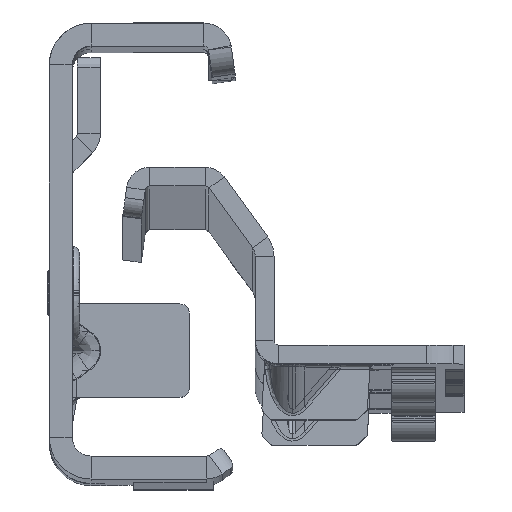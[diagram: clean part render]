
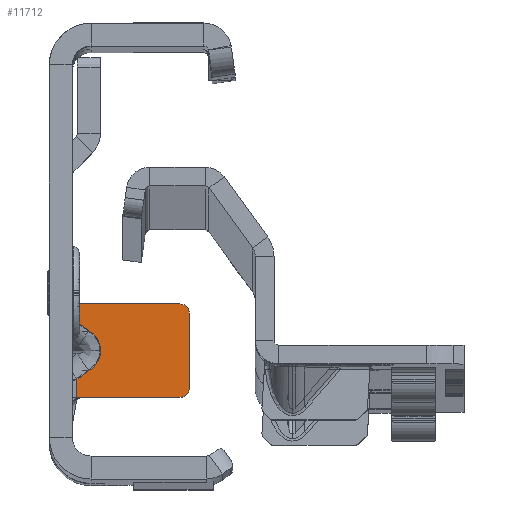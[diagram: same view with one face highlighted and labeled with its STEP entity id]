
A CAD part, top view. The second image highlights one B-rep face of the part: STEP entity #11712.
In plain terms, the highlighted planar face has unit normal (0, 0, 1).
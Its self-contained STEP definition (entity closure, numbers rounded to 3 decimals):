
#39 = VERTEX_POINT ( 'NONE', #11896 ) ;
#153 = CARTESIAN_POINT ( 'NONE',  ( 12.5, -5.55, -391.5 ) ) ;
#364 = FACE_OUTER_BOUND ( 'NONE', #11219, .T. ) ;
#974 = CARTESIAN_POINT ( 'NONE',  ( 0.5, -4.55, -391.5 ) ) ;
#1185 = CARTESIAN_POINT ( 'NONE',  ( 11.5, -4.55, -391.5 ) ) ;
#1245 = LINE ( 'NONE', #1603, #14752 ) ;
#1578 = EDGE_CURVE ( 'NONE', #6098, #30894, #17592, .T. ) ;
#1591 = VERTEX_POINT ( 'NONE', #30585 ) ;
#1603 = CARTESIAN_POINT ( 'NONE',  ( 0.5, 22.3, -391.5 ) ) ;
#1987 = CARTESIAN_POINT ( 'NONE',  ( 1.778, -11.707, -391.5 ) ) ;
#2230 = CARTESIAN_POINT ( 'NONE',  ( 0.71, -4.55, -391.5 ) ) ;
#2343 = EDGE_CURVE ( 'NONE', #21350, #25969, #12796, .T. ) ;
#2385 = EDGE_CURVE ( 'NONE', #30894, #28734, #15937, .T. ) ;
#2467 = AXIS2_PLACEMENT_3D ( 'NONE', #8839, #32496, #22179 ) ;
#2755 = DIRECTION ( 'NONE',  ( 0., 1., 0. ) ) ;
#2816 = ORIENTED_EDGE ( 'NONE', *, *, #6847, .T. ) ;
#3379 = LINE ( 'NONE', #32643, #15654 ) ;
#3380 = AXIS2_PLACEMENT_3D ( 'NONE', #7332, #4682, #2755 ) ;
#3726 = EDGE_CURVE ( 'NONE', #33744, #21350, #20027, .T. ) ;
#4253 = ORIENTED_EDGE ( 'NONE', *, *, #19532, .T. ) ;
#4682 = DIRECTION ( 'NONE',  ( 0., 0., 1. ) ) ;
#6098 = VERTEX_POINT ( 'NONE', #153 ) ;
#6131 = DIRECTION ( 'NONE',  ( 0.816, 0.577, 0. ) ) ;
#6353 = B_SPLINE_CURVE_WITH_KNOTS ( 'NONE', 3,
 ( #31839, #32178, #8173, #2230 ),
 .UNSPECIFIED., .F., .F.,
 ( 4, 4 ),
 ( 0., 0. ),
 .UNSPECIFIED. ) ;
#6463 = CARTESIAN_POINT ( 'NONE',  ( 11.5, -14.55, -391.5 ) ) ;
#6557 = CARTESIAN_POINT ( 'NONE',  ( 1.778, -7.393, -391.5 ) ) ;
#6730 = CARTESIAN_POINT ( 'NONE',  ( 3.565, -8.657, -391.5 ) ) ;
#6847 = EDGE_CURVE ( 'NONE', #31611, #6098, #15200, .T. ) ;
#7088 = EDGE_CURVE ( 'NONE', #24132, #26529, #3379, .T. ) ;
#7314 = DIRECTION ( 'NONE',  ( 0., 1., 0. ) ) ;
#7332 = CARTESIAN_POINT ( 'NONE',  ( 11.5, -13.55, -391.5 ) ) ;
#7342 = DIRECTION ( 'NONE',  ( -1., 0., 0. ) ) ;
#7671 = CARTESIAN_POINT ( 'NONE',  ( 1.778, -11.707, -391.5 ) ) ;
#7688 = CARTESIAN_POINT ( 'NONE',  ( 12.5, -13.55, -391.5 ) ) ;
#8173 = CARTESIAN_POINT ( 'NONE',  ( 0.64, -4.55, -391.5 ) ) ;
#8345 = AXIS2_PLACEMENT_3D ( 'NONE', #19115, #29796, #27177 ) ;
#8839 = CARTESIAN_POINT ( 'NONE',  ( 11.5, -5.55, -391.5 ) ) ;
#8853 = EDGE_CURVE ( 'NONE', #1591, #24132, #32712, .T. ) ;
#9263 = CARTESIAN_POINT ( 'NONE',  ( 0.64, -14.55, -391.5 ) ) ;
#9479 = CARTESIAN_POINT ( 'NONE',  ( 0.5, -6.49, -391.5 ) ) ;
#9568 = DIRECTION ( 'NONE',  ( 0., 1., 0. ) ) ;
#9815 = ORIENTED_EDGE ( 'NONE', *, *, #7088, .T. ) ;
#10159 = VECTOR ( 'NONE', #6131, 1000. ) ;
#11219 = EDGE_LOOP ( 'NONE', ( #19022, #27716, #22187, #30259, #20228, #9815, #4253, #2816, #22862, #29326, #27771, #18011 ) ) ;
#11712 = ADVANCED_FACE ( 'NONE', ( #364 ), #13886, .F. ) ;
#11896 = CARTESIAN_POINT ( 'NONE',  ( 0.5, -12.61, -391.5 ) ) ;
#12796 = LINE ( 'NONE', #23301, #28781 ) ;
#13499 = CARTESIAN_POINT ( 'NONE',  ( 0.71, -14.55, -391.5 ) ) ;
#13886 = PLANE ( 'NONE',  #8345 ) ;
#14243 = LINE ( 'NONE', #19647, #16537 ) ;
#14752 = VECTOR ( 'NONE', #25260, 1000. ) ;
#15200 = LINE ( 'NONE', #22895, #24591 ) ;
#15654 = VECTOR ( 'NONE', #30206, 1000. ) ;
#15937 = LINE ( 'NONE', #26079, #18171 ) ;
#16537 = VECTOR ( 'NONE', #7314, 1000. ) ;
#16565 = EDGE_CURVE ( 'NONE', #25140, #28734, #6353, .T. ) ;
#17592 = CIRCLE ( 'NONE', #2467, 1. ) ;
#18011 = ORIENTED_EDGE ( 'NONE', *, *, #33194, .F. ) ;
#18171 = VECTOR ( 'NONE', #7342, 1000. ) ;
#19022 = ORIENTED_EDGE ( 'NONE', *, *, #2343, .F. ) ;
#19115 = CARTESIAN_POINT ( 'NONE',  ( -7.344, 22.3, -391.5 ) ) ;
#19464 = CARTESIAN_POINT ( 'NONE',  ( 2.628, -11.106, -391.5 ) ) ;
#19532 = EDGE_CURVE ( 'NONE', #26529, #31611, #24674, .T. ) ;
#19647 = CARTESIAN_POINT ( 'NONE',  ( 0.5, 22.3, -391.5 ) ) ;
#20027 =( BOUNDED_CURVE ( )  B_SPLINE_CURVE ( 3, ( #1987, #33364, #6730, #6557 ),
 .UNSPECIFIED., .F., .T. ) 
 B_SPLINE_CURVE_WITH_KNOTS ( ( 4, 4 ),
 ( 2.356, 3.927 ),
 .UNSPECIFIED. ) 
 CURVE ( )  GEOMETRIC_REPRESENTATION_ITEM ( )  RATIONAL_B_SPLINE_CURVE ( ( 1., 0.805, 0.805, 1. ) ) 
 REPRESENTATION_ITEM ( '' )  );
#20228 = ORIENTED_EDGE ( 'NONE', *, *, #8853, .T. ) ;
#21350 = VERTEX_POINT ( 'NONE', #26487 ) ;
#22179 = DIRECTION ( 'NONE',  ( 0., 1., 0. ) ) ;
#22187 = ORIENTED_EDGE ( 'NONE', *, *, #30565, .F. ) ;
#22599 = CARTESIAN_POINT ( 'NONE',  ( 0.57, -14.55, -391.5 ) ) ;
#22862 = ORIENTED_EDGE ( 'NONE', *, *, #1578, .T. ) ;
#22895 = CARTESIAN_POINT ( 'NONE',  ( 12.5, 22.3, -391.5 ) ) ;
#23301 = CARTESIAN_POINT ( 'NONE',  ( 1.35, -7.091, -391.5 ) ) ;
#24132 = VERTEX_POINT ( 'NONE', #13499 ) ;
#24591 = VECTOR ( 'NONE', #9568, 1000. ) ;
#24674 = CIRCLE ( 'NONE', #3380, 1. ) ;
#25140 = VERTEX_POINT ( 'NONE', #974 ) ;
#25260 = DIRECTION ( 'NONE',  ( 0., 1., 0. ) ) ;
#25706 = CARTESIAN_POINT ( 'NONE',  ( 0.5, -14.55, -391.5 ) ) ;
#25910 = DIRECTION ( 'NONE',  ( -0.816, 0.577, 0. ) ) ;
#25969 = VERTEX_POINT ( 'NONE', #9479 ) ;
#26079 = CARTESIAN_POINT ( 'NONE',  ( -7.344, -4.55, -391.5 ) ) ;
#26487 = CARTESIAN_POINT ( 'NONE',  ( 1.778, -7.393, -391.5 ) ) ;
#26529 = VERTEX_POINT ( 'NONE', #6463 ) ;
#27177 = DIRECTION ( 'NONE',  ( 0., 1., 0. ) ) ;
#27716 = ORIENTED_EDGE ( 'NONE', *, *, #3726, .F. ) ;
#27771 = ORIENTED_EDGE ( 'NONE', *, *, #16565, .F. ) ;
#28004 = CARTESIAN_POINT ( 'NONE',  ( 0.71, -14.55, -391.5 ) ) ;
#28734 = VERTEX_POINT ( 'NONE', #33096 ) ;
#28781 = VECTOR ( 'NONE', #25910, 1000. ) ;
#29326 = ORIENTED_EDGE ( 'NONE', *, *, #2385, .T. ) ;
#29796 = DIRECTION ( 'NONE',  ( 0., 0., -1. ) ) ;
#30206 = DIRECTION ( 'NONE',  ( 1., 0., 0. ) ) ;
#30259 = ORIENTED_EDGE ( 'NONE', *, *, #34451, .F. ) ;
#30565 = EDGE_CURVE ( 'NONE', #39, #33744, #32585, .T. ) ;
#30585 = CARTESIAN_POINT ( 'NONE',  ( 0.5, -14.55, -391.5 ) ) ;
#30894 = VERTEX_POINT ( 'NONE', #1185 ) ;
#31611 = VERTEX_POINT ( 'NONE', #7688 ) ;
#31839 = CARTESIAN_POINT ( 'NONE',  ( 0.5, -4.55, -391.5 ) ) ;
#32178 = CARTESIAN_POINT ( 'NONE',  ( 0.57, -4.55, -391.5 ) ) ;
#32496 = DIRECTION ( 'NONE',  ( 0., 0., 1. ) ) ;
#32585 = LINE ( 'NONE', #19464, #10159 ) ;
#32643 = CARTESIAN_POINT ( 'NONE',  ( -7.344, -14.55, -391.5 ) ) ;
#32712 = B_SPLINE_CURVE_WITH_KNOTS ( 'NONE', 3,
 ( #25706, #22599, #9263, #28004 ),
 .UNSPECIFIED., .F., .F.,
 ( 4, 4 ),
 ( 0., 0. ),
 .UNSPECIFIED. ) ;
#33096 = CARTESIAN_POINT ( 'NONE',  ( 0.71, -4.55, -391.5 ) ) ;
#33194 = EDGE_CURVE ( 'NONE', #25969, #25140, #1245, .T. ) ;
#33364 = CARTESIAN_POINT ( 'NONE',  ( 3.565, -10.443, -391.5 ) ) ;
#33744 = VERTEX_POINT ( 'NONE', #7671 ) ;
#34451 = EDGE_CURVE ( 'NONE', #1591, #39, #14243, .T. ) ;
